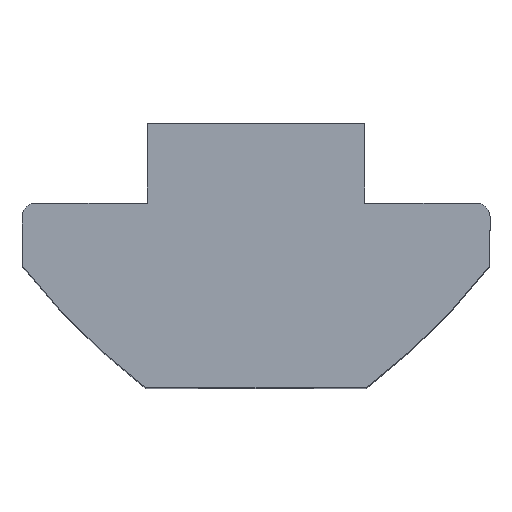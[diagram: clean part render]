
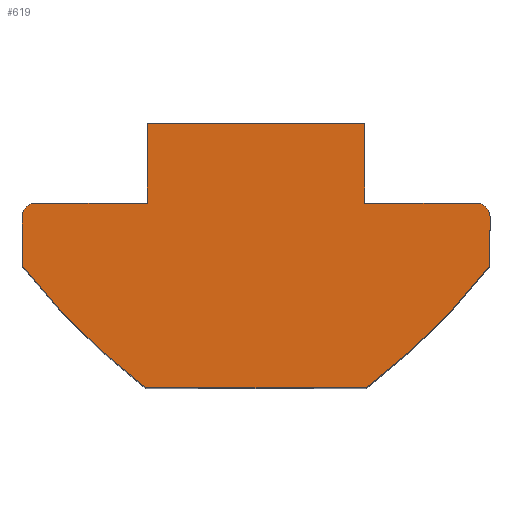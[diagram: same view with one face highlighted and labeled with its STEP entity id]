
A CAD part, top view. The second image highlights one B-rep face of the part: STEP entity #619.
In plain terms, the highlighted planar face has unit normal (0, 0, 1).
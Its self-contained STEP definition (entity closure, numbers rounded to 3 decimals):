
#8 = ORIENTED_EDGE ( 'NONE', *, *, #86, .T. ) ;
#20 = EDGE_CURVE ( 'NONE', #301, #364, #291, .T. ) ;
#21 = DIRECTION ( 'NONE',  ( 0., 0., 1. ) ) ;
#25 = DIRECTION ( 'NONE',  ( 0., 1., 0. ) ) ;
#26 = ORIENTED_EDGE ( 'NONE', *, *, #282, .T. ) ;
#41 = ORIENTED_EDGE ( 'NONE', *, *, #77, .T. ) ;
#42 = VERTEX_POINT ( 'NONE', #660 ) ;
#43 = ORIENTED_EDGE ( 'NONE', *, *, #589, .T. ) ;
#45 = CARTESIAN_POINT ( 'NONE',  ( -8., -3.4, 22. ) ) ;
#54 = CARTESIAN_POINT ( 'NONE',  ( -3.95, 0., 22. ) ) ;
#77 = EDGE_CURVE ( 'NONE', #301, #526, #347, .T. ) ;
#83 = ORIENTED_EDGE ( 'NONE', *, *, #534, .T. ) ;
#86 = EDGE_CURVE ( 'NONE', #166, #159, #255, .T. ) ;
#93 = CARTESIAN_POINT ( 'NONE',  ( -8.5, -5.163, 22. ) ) ;
#100 = CARTESIAN_POINT ( 'NONE',  ( 8.5, -3.4, 22. ) ) ;
#101 = VECTOR ( 'NONE', #163, 1000. ) ;
#106 = ORIENTED_EDGE ( 'NONE', *, *, #180, .F. ) ;
#115 = CIRCLE ( 'NONE', #174, 24.5 ) ;
#126 = LINE ( 'NONE', #519, #494 ) ;
#137 = CARTESIAN_POINT ( 'NONE',  ( 10.809, -2.9, 22. ) ) ;
#145 = LINE ( 'NONE', #455, #547 ) ;
#153 = CARTESIAN_POINT ( 'NONE',  ( -3.95, -2.9, 22. ) ) ;
#159 = VERTEX_POINT ( 'NONE', #671 ) ;
#163 = DIRECTION ( 'NONE',  ( 0., -1., 0. ) ) ;
#166 = VERTEX_POINT ( 'NONE', #621 ) ;
#171 = DIRECTION ( 'NONE',  ( 0., 0., -1. ) ) ;
#174 = AXIS2_PLACEMENT_3D ( 'NONE', #401, #21, #452 ) ;
#180 = EDGE_CURVE ( 'NONE', #181, #661, #645, .T. ) ;
#181 = VERTEX_POINT ( 'NONE', #502 ) ;
#185 = VECTOR ( 'NONE', #363, 1000. ) ;
#186 = ORIENTED_EDGE ( 'NONE', *, *, #690, .T. ) ;
#192 = VECTOR ( 'NONE', #372, 1000. ) ;
#197 = LINE ( 'NONE', #597, #185 ) ;
#202 = AXIS2_PLACEMENT_3D ( 'NONE', #552, #658, #667 ) ;
#207 = ORIENTED_EDGE ( 'NONE', *, *, #209, .T. ) ;
#208 = CARTESIAN_POINT ( 'NONE',  ( -3.95, 0., 22. ) ) ;
#209 = EDGE_CURVE ( 'NONE', #384, #661, #126, .T. ) ;
#230 = VERTEX_POINT ( 'NONE', #636 ) ;
#255 = LINE ( 'NONE', #614, #362 ) ;
#268 = DIRECTION ( 'NONE',  ( -1., 0., 0. ) ) ;
#282 = EDGE_CURVE ( 'NONE', #159, #384, #115, .T. ) ;
#291 = CIRCLE ( 'NONE', #513, 0.5 ) ;
#293 = DIRECTION ( 'NONE',  ( -1., 0., 0. ) ) ;
#297 = LINE ( 'NONE', #54, #101 ) ;
#301 = VERTEX_POINT ( 'NONE', #457 ) ;
#322 = CARTESIAN_POINT ( 'NONE',  ( 10.809, -2.9, 22. ) ) ;
#324 = EDGE_CURVE ( 'NONE', #42, #230, #145, .T. ) ;
#335 = LINE ( 'NONE', #322, #556 ) ;
#341 = ORIENTED_EDGE ( 'NONE', *, *, #416, .T. ) ;
#347 = LINE ( 'NONE', #675, #192 ) ;
#352 = CIRCLE ( 'NONE', #510, 24.5 ) ;
#362 = VECTOR ( 'NONE', #555, 1000. ) ;
#363 = DIRECTION ( 'NONE',  ( -1., 0., 0. ) ) ;
#364 = VERTEX_POINT ( 'NONE', #408 ) ;
#368 = PLANE ( 'NONE',  #202 ) ;
#372 = DIRECTION ( 'NONE',  ( 0., -1., 0. ) ) ;
#384 = VERTEX_POINT ( 'NONE', #524 ) ;
#393 = VECTOR ( 'NONE', #293, 1000. ) ;
#401 = CARTESIAN_POINT ( 'NONE',  ( -10.809, 9.918, 22. ) ) ;
#405 = ORIENTED_EDGE ( 'NONE', *, *, #20, .F. ) ;
#406 = DIRECTION ( 'NONE',  ( 0., 1., 0. ) ) ;
#408 = CARTESIAN_POINT ( 'NONE',  ( -8., -2.9, 22. ) ) ;
#416 = EDGE_CURVE ( 'NONE', #535, #364, #459, .T. ) ;
#423 = DIRECTION ( 'NONE',  ( 0., 0., -1. ) ) ;
#432 = ORIENTED_EDGE ( 'NONE', *, *, #324, .T. ) ;
#452 = DIRECTION ( 'NONE',  ( -1., 0., 0. ) ) ;
#455 = CARTESIAN_POINT ( 'NONE',  ( 3.95, 9.918, 22. ) ) ;
#457 = CARTESIAN_POINT ( 'NONE',  ( -8.5, -3.4, 22. ) ) ;
#459 = LINE ( 'NONE', #137, #393 ) ;
#474 = AXIS2_PLACEMENT_3D ( 'NONE', #509, #171, #566 ) ;
#482 = DIRECTION ( 'NONE',  ( -1., 0., 0. ) ) ;
#494 = VECTOR ( 'NONE', #25, 1000. ) ;
#502 = CARTESIAN_POINT ( 'NONE',  ( 8., -2.9, 22. ) ) ;
#509 = CARTESIAN_POINT ( 'NONE',  ( 8., -3.4, 22. ) ) ;
#510 = AXIS2_PLACEMENT_3D ( 'NONE', #570, #612, #268 ) ;
#513 = AXIS2_PLACEMENT_3D ( 'NONE', #45, #423, #482 ) ;
#519 = CARTESIAN_POINT ( 'NONE',  ( 8.5, 9.918, 22. ) ) ;
#524 = CARTESIAN_POINT ( 'NONE',  ( 8.5, -5.163, 22. ) ) ;
#526 = VERTEX_POINT ( 'NONE', #93 ) ;
#531 = FACE_OUTER_BOUND ( 'NONE', #628, .T. ) ;
#534 = EDGE_CURVE ( 'NONE', #230, #574, #197, .T. ) ;
#535 = VERTEX_POINT ( 'NONE', #153 ) ;
#547 = VECTOR ( 'NONE', #406, 1000. ) ;
#552 = CARTESIAN_POINT ( 'NONE',  ( 10.809, 9.918, 22. ) ) ;
#555 = DIRECTION ( 'NONE',  ( 1., 0., 0. ) ) ;
#556 = VECTOR ( 'NONE', #680, 1000. ) ;
#566 = DIRECTION ( 'NONE',  ( -1., 0., 0. ) ) ;
#570 = CARTESIAN_POINT ( 'NONE',  ( 10.809, 9.918, 22. ) ) ;
#574 = VERTEX_POINT ( 'NONE', #208 ) ;
#589 = EDGE_CURVE ( 'NONE', #574, #535, #297, .T. ) ;
#597 = CARTESIAN_POINT ( 'NONE',  ( 3.95, 0., 22. ) ) ;
#612 = DIRECTION ( 'NONE',  ( 0., 0., 1. ) ) ;
#614 = CARTESIAN_POINT ( 'NONE',  ( 10.809, -9.6, 22. ) ) ;
#619 = ADVANCED_FACE ( 'NONE', ( #531 ), #368, .T. ) ;
#621 = CARTESIAN_POINT ( 'NONE',  ( -4., -9.6, 22. ) ) ;
#628 = EDGE_LOOP ( 'NONE', ( #26, #207, #106, #186, #432, #83, #43, #341, #405, #41, #652, #8 ) ) ;
#636 = CARTESIAN_POINT ( 'NONE',  ( 3.95, 0., 22. ) ) ;
#645 = CIRCLE ( 'NONE', #474, 0.5 ) ;
#652 = ORIENTED_EDGE ( 'NONE', *, *, #703, .T. ) ;
#658 = DIRECTION ( 'NONE',  ( 0., 0., 1. ) ) ;
#660 = CARTESIAN_POINT ( 'NONE',  ( 3.95, -2.9, 22. ) ) ;
#661 = VERTEX_POINT ( 'NONE', #100 ) ;
#667 = DIRECTION ( 'NONE',  ( 1., 0., 0. ) ) ;
#671 = CARTESIAN_POINT ( 'NONE',  ( 4., -9.6, 22. ) ) ;
#675 = CARTESIAN_POINT ( 'NONE',  ( -8.5, 9.918, 22. ) ) ;
#680 = DIRECTION ( 'NONE',  ( -1., 0., 0. ) ) ;
#690 = EDGE_CURVE ( 'NONE', #181, #42, #335, .T. ) ;
#703 = EDGE_CURVE ( 'NONE', #526, #166, #352, .T. ) ;
